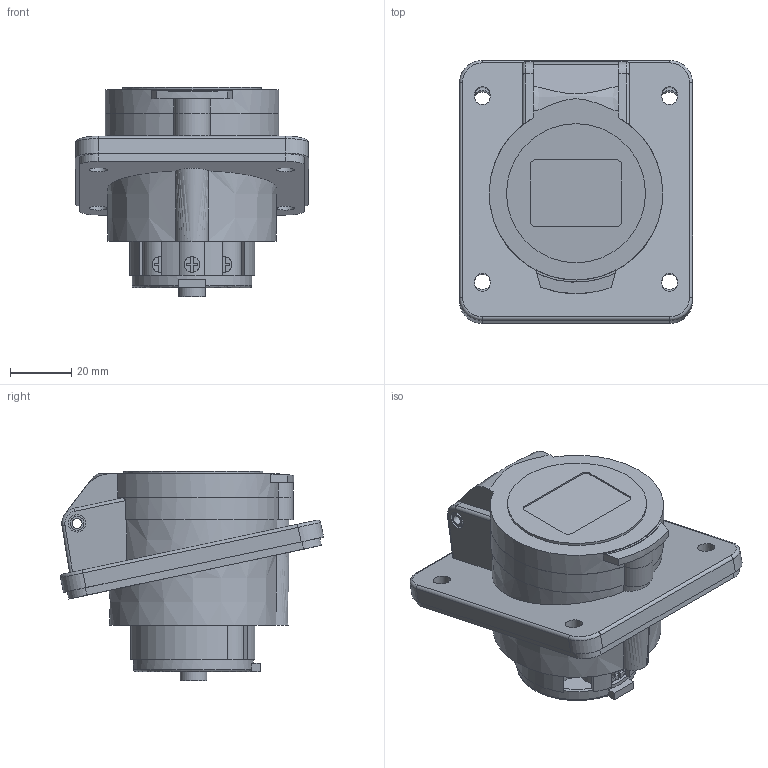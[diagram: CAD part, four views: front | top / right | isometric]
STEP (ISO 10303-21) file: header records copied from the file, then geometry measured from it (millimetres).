
FILE_DESCRIPTION (( 'STEP AP203' ), '1' );
FILE_NAME ('ps-414-16-380.ÃÌ Ðîçåòêà ñòàöèîíàðíàÿ âíóòðåííÿÿ 414 3Ð+ÐÅ 16À 380Â IP44 EKF.STEP', '2025-10-02T07:44:56', ( '' ), ( '' ), 'SwSTEP 2.0', 'SolidWorks 2021', '' );
FILE_SCHEMA (( 'CONFIG_CONTROL_DESIGN' ));
Length unit declared in the file: millimetre
Products named in the file (1): ps-414-16-380.ÃÌ Ðîçåòêà ñòàöèîíàðíàÿ âíóòðåííÿÿ 414 3Ð+ÐÅ 16À 380Â IP44 EKF
Bounding box: 76.3 x 86.13 x 68.65 mm (x, y, z)
Volume: 167834.2 mm3; surface area: 46097.3 mm2
Topology: 3 solids, 3 shells, 245 faces, 636 edges, 422 vertices
Faces by surface type: plane 156, cylinder 70, torus 9, bspline 7, cone 3
Full cylindrical faces by diameter (mm): 3.25 x3, 3.5 x1, 3.85 x1, 4.5 x2, 5 x4, 5.25 x4, 5.75 x2, 6 x4, 6.75 x1, 6.85 x1, 7 x1, 8.75 x1, 11 x3, 13.15 x1, 36.75 x1, 37.5 x1, 39.25 x1, 45.5 x1
Entity records: 8028 total; most frequent: CARTESIAN_POINT 2051, DIRECTION 1220, ORIENTED_EDGE 1172, EDGE_CURVE 586, AXIS2_PLACEMENT_3D 433, VERTEX_POINT 409, LINE 354, VECTOR 354
